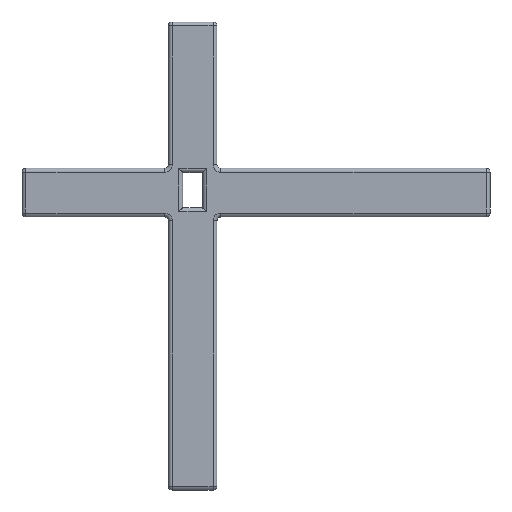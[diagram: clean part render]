
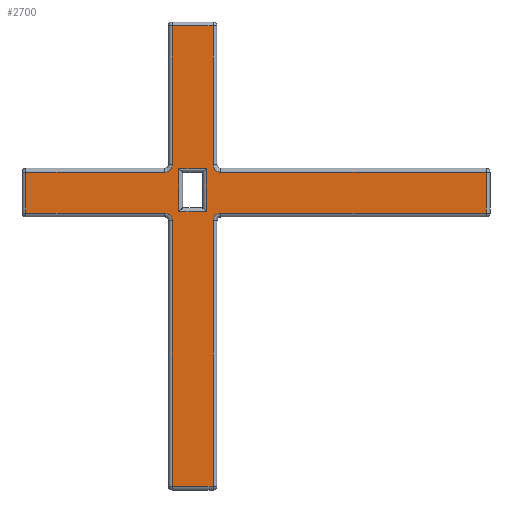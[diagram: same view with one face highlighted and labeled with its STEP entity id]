
A CAD part, front view. The second image highlights one B-rep face of the part: STEP entity #2700.
In plain terms, the highlighted planar face has unit normal (0, -1, 0).
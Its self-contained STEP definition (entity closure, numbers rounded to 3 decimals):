
#1652 = VERTEX_POINT('',#1653);
#1653 = CARTESIAN_POINT('',(7.5,-121.,76.5));
#1660 = EDGE_CURVE('',#1652,#1661,#1663,.T.);
#1661 = VERTEX_POINT('',#1662);
#1662 = CARTESIAN_POINT('',(7.5,-121.,-59.5));
#1663 = LINE('',#1664,#1665);
#1664 = CARTESIAN_POINT('',(7.5,-121.,78.5));
#1665 = VECTOR('',#1666,1.);
#1666 = DIRECTION('',(0.,0.,-1.));
#1716 = VERTEX_POINT('',#1717);
#1717 = CARTESIAN_POINT('',(28.5,-121.,-59.5));
#1724 = EDGE_CURVE('',#1716,#1725,#1727,.T.);
#1725 = VERTEX_POINT('',#1726);
#1726 = CARTESIAN_POINT('',(28.5,-121.,76.5));
#1727 = LINE('',#1728,#1729);
#1728 = CARTESIAN_POINT('',(28.5,-121.,-61.5));
#1729 = VECTOR('',#1730,1.);
#1730 = DIRECTION('',(0.,0.,1.));
#1780 = EDGE_CURVE('',#1652,#1781,#1783,.T.);
#1781 = VERTEX_POINT('',#1782);
#1782 = CARTESIAN_POINT('',(3.5,-121.,80.5));
#1783 = CIRCLE('',#1784,4.);
#1784 = AXIS2_PLACEMENT_3D('',#1785,#1786,#1787);
#1785 = CARTESIAN_POINT('',(3.5,-121.,76.5));
#1786 = DIRECTION('',(0.,-1.,0.));
#1787 = DIRECTION('',(1.,0.,0.));
#1806 = EDGE_CURVE('',#1725,#1807,#1809,.T.);
#1807 = VERTEX_POINT('',#1808);
#1808 = CARTESIAN_POINT('',(32.5,-121.,80.5));
#1809 = CIRCLE('',#1810,4.);
#1810 = AXIS2_PLACEMENT_3D('',#1811,#1812,#1813);
#1811 = CARTESIAN_POINT('',(32.5,-121.,76.5));
#1812 = DIRECTION('',(0.,1.,0.));
#1813 = DIRECTION('',(-1.,0.,0.));
#1851 = VERTEX_POINT('',#1852);
#1852 = CARTESIAN_POINT('',(-67.5,-121.,80.5));
#1859 = EDGE_CURVE('',#1851,#1781,#1860,.T.);
#1860 = LINE('',#1861,#1862);
#1861 = CARTESIAN_POINT('',(-69.5,-121.,80.5));
#1862 = VECTOR('',#1863,1.);
#1863 = DIRECTION('',(1.,0.,0.));
#1908 = EDGE_CURVE('',#1807,#1909,#1911,.T.);
#1909 = VERTEX_POINT('',#1910);
#1910 = CARTESIAN_POINT('',(168.5,-121.,80.5));
#1911 = LINE('',#1912,#1913);
#1912 = CARTESIAN_POINT('',(30.5,-121.,80.5));
#1913 = VECTOR('',#1914,1.);
#1914 = DIRECTION('',(1.,0.,0.));
#2132 = VERTEX_POINT('',#2133);
#2133 = CARTESIAN_POINT('',(3.5,-121.,101.5));
#2140 = EDGE_CURVE('',#2132,#2141,#2143,.T.);
#2141 = VERTEX_POINT('',#2142);
#2142 = CARTESIAN_POINT('',(-67.5,-121.,101.5));
#2143 = LINE('',#2144,#2145);
#2144 = CARTESIAN_POINT('',(5.5,-121.,101.5));
#2145 = VECTOR('',#2146,1.);
#2146 = DIRECTION('',(-1.,0.,0.));
#2196 = VERTEX_POINT('',#2197);
#2197 = CARTESIAN_POINT('',(168.5,-121.,101.5));
#2204 = EDGE_CURVE('',#2196,#2205,#2207,.T.);
#2205 = VERTEX_POINT('',#2206);
#2206 = CARTESIAN_POINT('',(32.5,-121.,101.5));
#2207 = LINE('',#2208,#2209);
#2208 = CARTESIAN_POINT('',(170.5,-121.,101.5));
#2209 = VECTOR('',#2210,1.);
#2210 = DIRECTION('',(-1.,0.,0.));
#2260 = EDGE_CURVE('',#2132,#2261,#2263,.T.);
#2261 = VERTEX_POINT('',#2262);
#2262 = CARTESIAN_POINT('',(7.5,-121.,105.5));
#2263 = CIRCLE('',#2264,4.);
#2264 = AXIS2_PLACEMENT_3D('',#2265,#2266,#2267);
#2265 = CARTESIAN_POINT('',(3.5,-121.,105.5));
#2266 = DIRECTION('',(0.,-1.,0.));
#2267 = DIRECTION('',(0.,0.,-1.));
#2286 = EDGE_CURVE('',#2205,#2287,#2289,.T.);
#2287 = VERTEX_POINT('',#2288);
#2288 = CARTESIAN_POINT('',(28.5,-121.,105.5));
#2289 = CIRCLE('',#2290,4.);
#2290 = AXIS2_PLACEMENT_3D('',#2291,#2292,#2293);
#2291 = CARTESIAN_POINT('',(32.5,-121.,105.5));
#2292 = DIRECTION('',(0.,1.,0.));
#2293 = DIRECTION('',(0.,0.,-1.));
#2331 = VERTEX_POINT('',#2332);
#2332 = CARTESIAN_POINT('',(7.5,-121.,176.5));
#2339 = EDGE_CURVE('',#2331,#2261,#2340,.T.);
#2340 = LINE('',#2341,#2342);
#2341 = CARTESIAN_POINT('',(7.5,-121.,178.5));
#2342 = VECTOR('',#2343,1.);
#2343 = DIRECTION('',(0.,0.,-1.));
#2388 = EDGE_CURVE('',#2287,#2389,#2391,.T.);
#2389 = VERTEX_POINT('',#2390);
#2390 = CARTESIAN_POINT('',(28.5,-121.,176.5));
#2391 = LINE('',#2392,#2393);
#2392 = CARTESIAN_POINT('',(28.5,-121.,103.5));
#2393 = VECTOR('',#2394,1.);
#2394 = DIRECTION('',(0.,0.,1.));
#2700 = ADVANCED_FACE('',(#2701,#2739),#2773,.F.);
#2701 = FACE_BOUND('',#2702,.F.);
#2702 = EDGE_LOOP('',(#2703,#2704,#2705,#2706,#2712,#2713,#2714,#2715,
    #2721,#2722,#2723,#2724,#2730,#2731,#2732,#2733));
#2703 = ORIENTED_EDGE('',*,*,#1660,.F.);
#2704 = ORIENTED_EDGE('',*,*,#1780,.T.);
#2705 = ORIENTED_EDGE('',*,*,#1859,.F.);
#2706 = ORIENTED_EDGE('',*,*,#2707,.F.);
#2707 = EDGE_CURVE('',#2141,#1851,#2708,.T.);
#2708 = LINE('',#2709,#2710);
#2709 = CARTESIAN_POINT('',(-67.5,-121.,103.5));
#2710 = VECTOR('',#2711,1.);
#2711 = DIRECTION('',(0.,0.,-1.));
#2712 = ORIENTED_EDGE('',*,*,#2140,.F.);
#2713 = ORIENTED_EDGE('',*,*,#2260,.T.);
#2714 = ORIENTED_EDGE('',*,*,#2339,.F.);
#2715 = ORIENTED_EDGE('',*,*,#2716,.F.);
#2716 = EDGE_CURVE('',#2389,#2331,#2717,.T.);
#2717 = LINE('',#2718,#2719);
#2718 = CARTESIAN_POINT('',(30.5,-121.,176.5));
#2719 = VECTOR('',#2720,1.);
#2720 = DIRECTION('',(-1.,0.,0.));
#2721 = ORIENTED_EDGE('',*,*,#2388,.F.);
#2722 = ORIENTED_EDGE('',*,*,#2286,.F.);
#2723 = ORIENTED_EDGE('',*,*,#2204,.F.);
#2724 = ORIENTED_EDGE('',*,*,#2725,.F.);
#2725 = EDGE_CURVE('',#1909,#2196,#2726,.T.);
#2726 = LINE('',#2727,#2728);
#2727 = CARTESIAN_POINT('',(168.5,-121.,78.5));
#2728 = VECTOR('',#2729,1.);
#2729 = DIRECTION('',(0.,0.,1.));
#2730 = ORIENTED_EDGE('',*,*,#1908,.F.);
#2731 = ORIENTED_EDGE('',*,*,#1806,.F.);
#2732 = ORIENTED_EDGE('',*,*,#1724,.F.);
#2733 = ORIENTED_EDGE('',*,*,#2734,.F.);
#2734 = EDGE_CURVE('',#1661,#1716,#2735,.T.);
#2735 = LINE('',#2736,#2737);
#2736 = CARTESIAN_POINT('',(5.5,-121.,-59.5));
#2737 = VECTOR('',#2738,1.);
#2738 = DIRECTION('',(1.,0.,0.));
#2739 = FACE_BOUND('',#2740,.F.);
#2740 = EDGE_LOOP('',(#2741,#2751,#2759,#2767));
#2741 = ORIENTED_EDGE('',*,*,#2742,.F.);
#2742 = EDGE_CURVE('',#2743,#2745,#2747,.T.);
#2743 = VERTEX_POINT('',#2744);
#2744 = CARTESIAN_POINT('',(10.9,-121.,81.3));
#2745 = VERTEX_POINT('',#2746);
#2746 = CARTESIAN_POINT('',(10.9,-121.,103.3));
#2747 = LINE('',#2748,#2749);
#2748 = CARTESIAN_POINT('',(10.9,-121.,83.3));
#2749 = VECTOR('',#2750,1.);
#2750 = DIRECTION('',(0.,0.,1.));
#2751 = ORIENTED_EDGE('',*,*,#2752,.F.);
#2752 = EDGE_CURVE('',#2753,#2743,#2755,.T.);
#2753 = VERTEX_POINT('',#2754);
#2754 = CARTESIAN_POINT('',(25.1,-121.,81.3));
#2755 = LINE('',#2756,#2757);
#2756 = CARTESIAN_POINT('',(23.1,-121.,81.3));
#2757 = VECTOR('',#2758,1.);
#2758 = DIRECTION('',(-1.,0.,0.));
#2759 = ORIENTED_EDGE('',*,*,#2760,.F.);
#2760 = EDGE_CURVE('',#2761,#2753,#2763,.T.);
#2761 = VERTEX_POINT('',#2762);
#2762 = CARTESIAN_POINT('',(25.1,-121.,103.3));
#2763 = LINE('',#2764,#2765);
#2764 = CARTESIAN_POINT('',(25.1,-121.,101.3));
#2765 = VECTOR('',#2766,1.);
#2766 = DIRECTION('',(0.,0.,-1.));
#2767 = ORIENTED_EDGE('',*,*,#2768,.F.);
#2768 = EDGE_CURVE('',#2745,#2761,#2769,.T.);
#2769 = LINE('',#2770,#2771);
#2770 = CARTESIAN_POINT('',(12.9,-121.,103.3));
#2771 = VECTOR('',#2772,1.);
#2772 = DIRECTION('',(1.,0.,0.));
#2773 = PLANE('',#2774);
#2774 = AXIS2_PLACEMENT_3D('',#2775,#2776,#2777);
#2775 = CARTESIAN_POINT('',(35.943,-121.,73.057));
#2776 = DIRECTION('',(0.,1.,0.));
#2777 = DIRECTION('',(0.,0.,1.));
